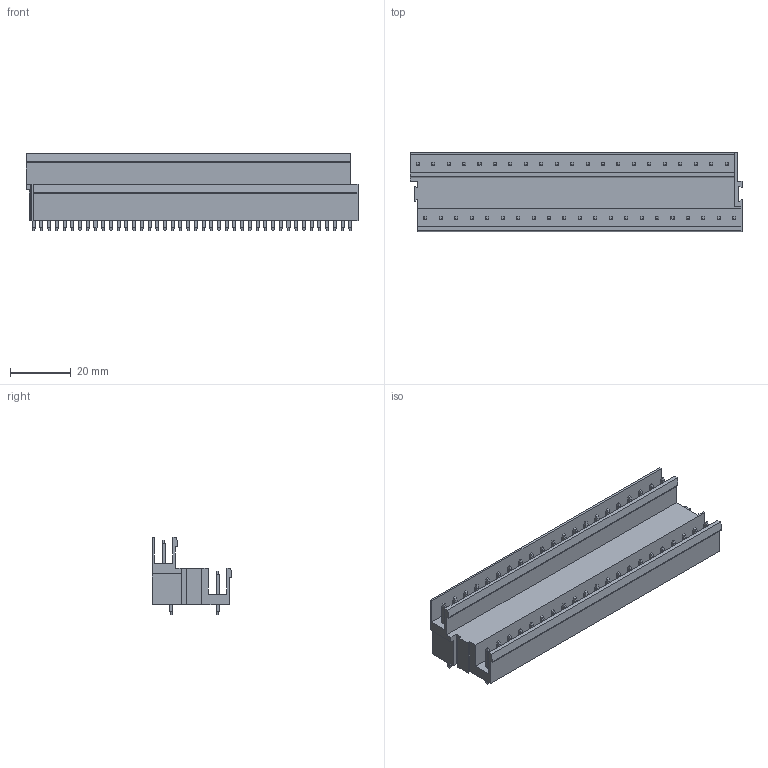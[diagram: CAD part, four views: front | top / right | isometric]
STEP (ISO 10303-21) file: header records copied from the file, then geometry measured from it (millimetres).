
FILE_DESCRIPTION(('CATIA V5 STEP Exchange','CAx-IF Rec.Pracs.--- Model Styling and Organization---1.2---2011-12-15'),'2;1');
FILE_NAME ('D1454971_0_1725840000_1725840000.stp','2018-11-10T04:44:03+00:00',('none'),('Weidmueller'),'CATIA Version 5-6 Release 2014','CATIA V5 STEP AP214','none');
FILE_SCHEMA(('AUTOMOTIVE_DESIGN { 1 0 10303 214 1 1 1 1 }'));
Length unit declared in the file: millimetre
Products named in the file (1): 1725840000
Bounding box: 109.22 x 26.28 x 25.36 mm (x, y, z)
Volume: 30705.6 mm3; surface area: 19459 mm2
Topology: 43 solids, 43 shells, 1139 faces, 2823 edges, 1770 vertices
Faces by surface type: plane 971, cylinder 168
Entity records: 29094 total; most frequent: ORIENTED_EDGE 5646, CARTESIAN_POINT 5339, DIRECTION 3305, EDGE_CURVE 2823, VECTOR 2151, LINE 2151, VERTEX_POINT 1770, EDGE_LOOP 1223
